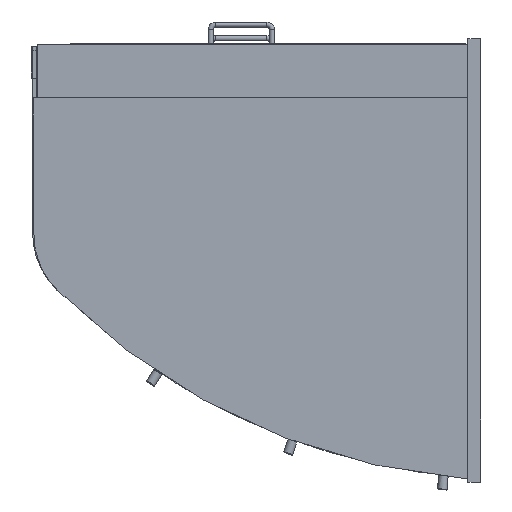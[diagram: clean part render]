
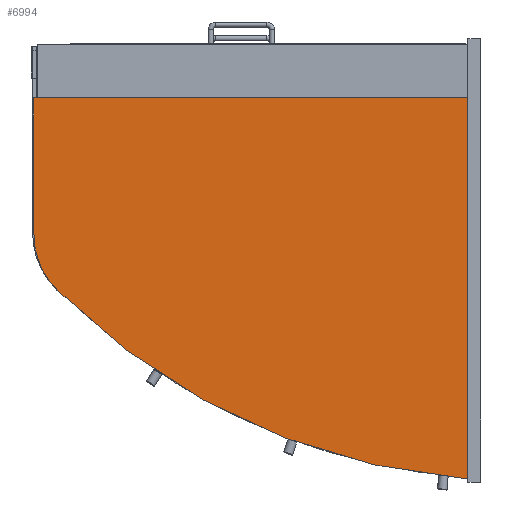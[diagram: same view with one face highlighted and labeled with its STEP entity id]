
A CAD part, left-side view. The second image highlights one B-rep face of the part: STEP entity #6994.
In plain terms, the highlighted planar face has unit normal (-1, 0, 0).
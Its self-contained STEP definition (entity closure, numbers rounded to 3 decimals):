
#86=CIRCLE('',#7556,123.);
#88=CIRCLE('',#7559,1022.);
#90=CIRCLE('',#7562,3.);
#642=FACE_OUTER_BOUND('',#1079,.T.);
#1079=EDGE_LOOP('',(#5225,#5226,#5227,#5228,#5229,#5230));
#1657=LINE('',#10877,#2401);
#1661=LINE('',#10885,#2405);
#1664=LINE('',#10891,#2408);
#2401=VECTOR('',#8723,10.);
#2405=VECTOR('',#8729,10.);
#2408=VECTOR('',#8734,10.);
#3085=VERTEX_POINT('',#10875);
#3086=VERTEX_POINT('',#10876);
#3089=VERTEX_POINT('',#10884);
#3091=VERTEX_POINT('',#10890);
#3093=VERTEX_POINT('',#10896);
#3095=VERTEX_POINT('',#10902);
#3869=EDGE_CURVE('',#3085,#3086,#1657,.T.);
#3873=EDGE_CURVE('',#3086,#3089,#1661,.T.);
#3876=EDGE_CURVE('',#3089,#3091,#1664,.T.);
#3879=EDGE_CURVE('',#3091,#3093,#86,.T.);
#3882=EDGE_CURVE('',#3093,#3095,#88,.T.);
#3885=EDGE_CURVE('',#3095,#3085,#90,.T.);
#5225=ORIENTED_EDGE('',*,*,#3885,.T.);
#5226=ORIENTED_EDGE('',*,*,#3869,.T.);
#5227=ORIENTED_EDGE('',*,*,#3873,.T.);
#5228=ORIENTED_EDGE('',*,*,#3876,.T.);
#5229=ORIENTED_EDGE('',*,*,#3879,.T.);
#5230=ORIENTED_EDGE('',*,*,#3882,.T.);
#6640=PLANE('',#7564);
#6994=ADVANCED_FACE('',(#642),#6640,.T.);
#7556=AXIS2_PLACEMENT_3D('',#10897,#8739,#8740);
#7559=AXIS2_PLACEMENT_3D('',#10903,#8746,#8747);
#7562=AXIS2_PLACEMENT_3D('',#10908,#8753,#8754);
#7564=AXIS2_PLACEMENT_3D('',#10910,#8757,#8758);
#8723=DIRECTION('',(0.,0.,1.));
#8729=DIRECTION('',(0.,1.,0.));
#8734=DIRECTION('',(0.,0.,-1.));
#8739=DIRECTION('center_axis',(-1.,0.,0.));
#8740=DIRECTION('ref_axis',(0.,1.,0.));
#8746=DIRECTION('center_axis',(-1.,0.,0.));
#8747=DIRECTION('ref_axis',(0.,0.707,-0.707));
#8753=DIRECTION('center_axis',(-1.,0.,0.));
#8754=DIRECTION('ref_axis',(0.,0.08,-0.997));
#8757=DIRECTION('center_axis',(-1.,0.,0.));
#8758=DIRECTION('ref_axis',(0.,0.,1.));
#10875=CARTESIAN_POINT('',(-718.,0.,-339.255));
#10876=CARTESIAN_POINT('',(-718.,0.,254.5));
#10877=CARTESIAN_POINT('',(-718.,0.,-347.5));
#10884=CARTESIAN_POINT('',(-718.,680.,254.5));
#10885=CARTESIAN_POINT('',(-718.,0.,254.5));
#10890=CARTESIAN_POINT('',(-718.,680.,40.5));
#10891=CARTESIAN_POINT('',(-718.,680.,254.5));
#10896=CARTESIAN_POINT('',(-718.,643.933,-46.515));
#10897=CARTESIAN_POINT('Origin',(-718.,557.,40.5));
#10902=CARTESIAN_POINT('',(-718.,3.24,-342.246));
#10903=CARTESIAN_POINT('Origin',(-718.,-78.389,676.489));
#10908=CARTESIAN_POINT('Origin',(-718.,3.,-339.255));
#10910=CARTESIAN_POINT('Origin',(-718.,340.,-43.878));
